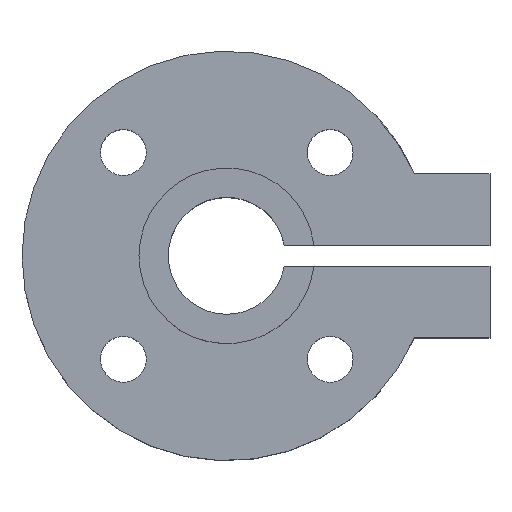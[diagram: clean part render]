
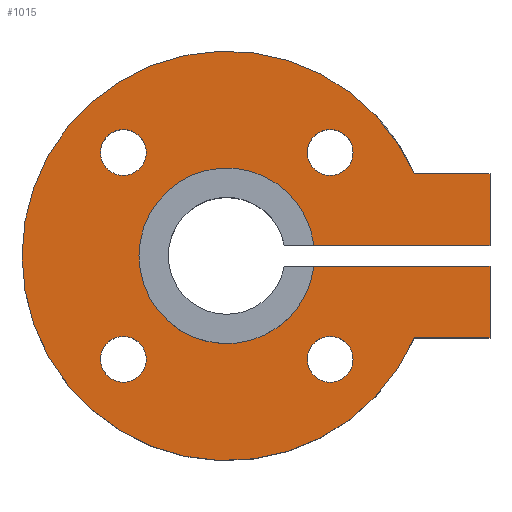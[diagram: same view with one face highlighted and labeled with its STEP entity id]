
A CAD part, top view. The second image highlights one B-rep face of the part: STEP entity #1015.
In plain terms, the highlighted planar face has unit normal (0, 0, 1).
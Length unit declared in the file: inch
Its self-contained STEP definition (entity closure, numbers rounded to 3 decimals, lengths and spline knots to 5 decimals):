
#141=CARTESIAN_POINT('',(-0.17197,0.22097,0.135));
#142=VERTEX_POINT('',#141);
#158=CARTESIAN_POINT('',(-0.26997,0.22097,0.135));
#159=VERTEX_POINT('',#158);
#166=CARTESIAN_POINT('',(-0.22097,0.22097,0.135));
#167=DIRECTION('',(0.0,0.0,-1.0));
#168=DIRECTION('',(1.0,0.0,0.0));
#169=AXIS2_PLACEMENT_3D('',#166,#167,#168);
#170=CIRCLE('',#169,0.049);
#171=EDGE_CURVE('',#142,#159,#170,.T.);
#204=CARTESIAN_POINT('',(0.22097,0.17197,0.135));
#205=VERTEX_POINT('',#204);
#221=CARTESIAN_POINT('',(0.22097,0.26997,0.135));
#222=VERTEX_POINT('',#221);
#229=CARTESIAN_POINT('',(0.22097,0.22097,0.135));
#230=DIRECTION('',(0.0,0.0,-1.0));
#231=DIRECTION('',(0.0,-1.0,0.0));
#232=AXIS2_PLACEMENT_3D('',#229,#230,#231);
#233=CIRCLE('',#232,0.049);
#234=EDGE_CURVE('',#205,#222,#233,.T.);
#267=CARTESIAN_POINT('',(-0.22097,-0.17197,0.135));
#268=VERTEX_POINT('',#267);
#284=CARTESIAN_POINT('',(-0.22097,-0.26997,0.135));
#285=VERTEX_POINT('',#284);
#292=CARTESIAN_POINT('',(-0.22097,-0.22097,0.135));
#293=DIRECTION('',(0.0,0.0,-1.0));
#294=DIRECTION('',(0.0,1.0,0.0));
#295=AXIS2_PLACEMENT_3D('',#292,#293,#294);
#296=CIRCLE('',#295,0.049);
#297=EDGE_CURVE('',#268,#285,#296,.T.);
#330=CARTESIAN_POINT('',(0.17197,-0.22097,0.135));
#331=VERTEX_POINT('',#330);
#347=CARTESIAN_POINT('',(0.26997,-0.22097,0.135));
#348=VERTEX_POINT('',#347);
#355=CARTESIAN_POINT('',(0.22097,-0.22097,0.135));
#356=DIRECTION('',(0.0,0.0,-1.0));
#357=DIRECTION('',(-1.0,0.0,0.0));
#358=AXIS2_PLACEMENT_3D('',#355,#356,#357);
#359=CIRCLE('',#358,0.049);
#360=EDGE_CURVE('',#331,#348,#359,.T.);
#370=CARTESIAN_POINT('',(-0.1875,0.,0.135));
#371=VERTEX_POINT('',#370);
#380=CARTESIAN_POINT('',(0.18615,-0.0225,0.135));
#381=VERTEX_POINT('',#380);
#382=CARTESIAN_POINT('',(0.0,0.0,0.135));
#383=DIRECTION('',(0.0,0.0,-1.0));
#384=DIRECTION('',(-1.0,0.0,0.0));
#385=AXIS2_PLACEMENT_3D('',#382,#383,#384);
#386=CIRCLE('',#385,0.1875);
#387=EDGE_CURVE('',#381,#371,#386,.T.);
#540=CARTESIAN_POINT('',(-0.4375,0.,0.135));
#541=VERTEX_POINT('',#540);
#557=CARTESIAN_POINT('',(0.40098,-0.175,0.135));
#558=VERTEX_POINT('',#557);
#565=CARTESIAN_POINT('',(0.0,0.0,0.135));
#566=DIRECTION('',(0.0,0.0,-1.0));
#567=DIRECTION('',(-1.0,0.0,0.0));
#568=AXIS2_PLACEMENT_3D('',#565,#566,#567);
#569=CIRCLE('',#568,0.4375);
#570=EDGE_CURVE('',#558,#541,#569,.T.);
#652=CARTESIAN_POINT('',(0.40098,0.175,0.135));
#653=VERTEX_POINT('',#652);
#654=CARTESIAN_POINT('',(0.0,0.0,0.135));
#655=DIRECTION('',(0.0,0.0,-1.0));
#656=DIRECTION('',(-1.0,0.0,0.0));
#657=AXIS2_PLACEMENT_3D('',#654,#655,#656);
#658=CIRCLE('',#657,0.4375);
#659=EDGE_CURVE('',#541,#653,#658,.T.);
#693=CARTESIAN_POINT('',(0.5625,0.175,0.135));
#694=VERTEX_POINT('',#693);
#695=CARTESIAN_POINT('',(0.40098,0.175,0.135));
#696=DIRECTION('',(1.0,0.0,0.0));
#697=VECTOR('',#696,0.16152);
#698=LINE('',#695,#697);
#699=EDGE_CURVE('',#653,#694,#698,.T.);
#836=CARTESIAN_POINT('',(0.5625,-0.0225,0.135));
#837=VERTEX_POINT('',#836);
#838=CARTESIAN_POINT('',(0.5625,-0.0225,0.135));
#839=DIRECTION('',(-1.0,0.0,0.0));
#840=VECTOR('',#839,0.37635);
#841=LINE('',#838,#840);
#842=EDGE_CURVE('',#837,#381,#841,.T.);
#864=CARTESIAN_POINT('',(0.18615,0.0225,0.135));
#865=VERTEX_POINT('',#864);
#896=CARTESIAN_POINT('',(0.5625,0.0225,0.135));
#897=VERTEX_POINT('',#896);
#904=CARTESIAN_POINT('',(0.18615,0.0225,0.135));
#905=DIRECTION('',(1.0,0.0,0.0));
#906=VECTOR('',#905,0.37635);
#907=LINE('',#904,#906);
#908=EDGE_CURVE('',#865,#897,#907,.T.);
#931=CARTESIAN_POINT('',(0.0,0.0,0.135));
#932=DIRECTION('',(0.0,0.0,-1.0));
#933=DIRECTION('',(-1.0,0.0,0.0));
#934=AXIS2_PLACEMENT_3D('',#931,#932,#933);
#935=CIRCLE('',#934,0.1875);
#936=EDGE_CURVE('',#371,#865,#935,.T.);
#941=CARTESIAN_POINT('',(0.0,0.0,0.135));
#942=DIRECTION('',(0.0,0.0,-1.0));
#943=DIRECTION('',(-1.0,0.0,0.0));
#944=AXIS2_PLACEMENT_3D('',#941,#942,#943);
#945=PLANE('',#944);
#946=ORIENTED_EDGE('',*,*,#842,.T.);
#947=ORIENTED_EDGE('',*,*,#387,.T.);
#948=ORIENTED_EDGE('',*,*,#936,.T.);
#949=ORIENTED_EDGE('',*,*,#908,.T.);
#950=CARTESIAN_POINT('',(0.5625,0.175,0.135));
#951=DIRECTION('',(0.0,-1.0,0.0));
#952=VECTOR('',#951,0.1525);
#953=LINE('',#950,#952);
#954=EDGE_CURVE('',#694,#897,#953,.T.);
#955=ORIENTED_EDGE('',*,*,#954,.F.);
#956=ORIENTED_EDGE('',*,*,#699,.F.);
#957=ORIENTED_EDGE('',*,*,#659,.F.);
#958=ORIENTED_EDGE('',*,*,#570,.F.);
#959=CARTESIAN_POINT('',(0.5625,-0.175,0.135));
#960=VERTEX_POINT('',#959);
#961=CARTESIAN_POINT('',(0.5625,-0.175,0.135));
#962=DIRECTION('',(-1.0,0.0,0.0));
#963=VECTOR('',#962,0.16152);
#964=LINE('',#961,#963);
#965=EDGE_CURVE('',#960,#558,#964,.T.);
#966=ORIENTED_EDGE('',*,*,#965,.F.);
#967=CARTESIAN_POINT('',(0.5625,-0.0225,0.135));
#968=DIRECTION('',(0.0,-1.0,0.0));
#969=VECTOR('',#968,0.1525);
#970=LINE('',#967,#969);
#971=EDGE_CURVE('',#837,#960,#970,.T.);
#972=ORIENTED_EDGE('',*,*,#971,.F.);
#973=EDGE_LOOP('',(#946,#947,#948,#949,#955,#956,#957,#958,#966,#972));
#974=FACE_OUTER_BOUND('',#973,.T.);
#975=ORIENTED_EDGE('',*,*,#360,.T.);
#976=CARTESIAN_POINT('',(0.22097,-0.22097,0.135));
#977=DIRECTION('',(0.0,0.0,-1.0));
#978=DIRECTION('',(-1.0,0.0,0.0));
#979=AXIS2_PLACEMENT_3D('',#976,#977,#978);
#980=CIRCLE('',#979,0.049);
#981=EDGE_CURVE('',#348,#331,#980,.T.);
#982=ORIENTED_EDGE('',*,*,#981,.T.);
#983=EDGE_LOOP('',(#975,#982));
#984=FACE_BOUND('',#983,.T.);
#985=ORIENTED_EDGE('',*,*,#297,.T.);
#986=CARTESIAN_POINT('',(-0.22097,-0.22097,0.135));
#987=DIRECTION('',(0.0,0.0,-1.0));
#988=DIRECTION('',(0.0,1.0,0.0));
#989=AXIS2_PLACEMENT_3D('',#986,#987,#988);
#990=CIRCLE('',#989,0.049);
#991=EDGE_CURVE('',#285,#268,#990,.T.);
#992=ORIENTED_EDGE('',*,*,#991,.T.);
#993=EDGE_LOOP('',(#985,#992));
#994=FACE_BOUND('',#993,.T.);
#995=ORIENTED_EDGE('',*,*,#234,.T.);
#996=CARTESIAN_POINT('',(0.22097,0.22097,0.135));
#997=DIRECTION('',(0.0,0.0,-1.0));
#998=DIRECTION('',(0.0,-1.0,0.0));
#999=AXIS2_PLACEMENT_3D('',#996,#997,#998);
#1000=CIRCLE('',#999,0.049);
#1001=EDGE_CURVE('',#222,#205,#1000,.T.);
#1002=ORIENTED_EDGE('',*,*,#1001,.T.);
#1003=EDGE_LOOP('',(#995,#1002));
#1004=FACE_BOUND('',#1003,.T.);
#1005=ORIENTED_EDGE('',*,*,#171,.T.);
#1006=CARTESIAN_POINT('',(-0.22097,0.22097,0.135));
#1007=DIRECTION('',(0.0,0.0,-1.0));
#1008=DIRECTION('',(1.0,0.0,0.0));
#1009=AXIS2_PLACEMENT_3D('',#1006,#1007,#1008);
#1010=CIRCLE('',#1009,0.049);
#1011=EDGE_CURVE('',#159,#142,#1010,.T.);
#1012=ORIENTED_EDGE('',*,*,#1011,.T.);
#1013=EDGE_LOOP('',(#1005,#1012));
#1014=FACE_BOUND('',#1013,.T.);
#1015=ADVANCED_FACE('',(#974,#984,#994,#1004,#1014),#945,.F.);
